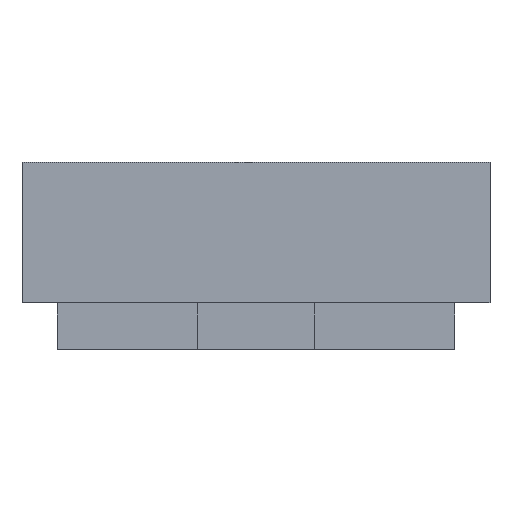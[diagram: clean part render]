
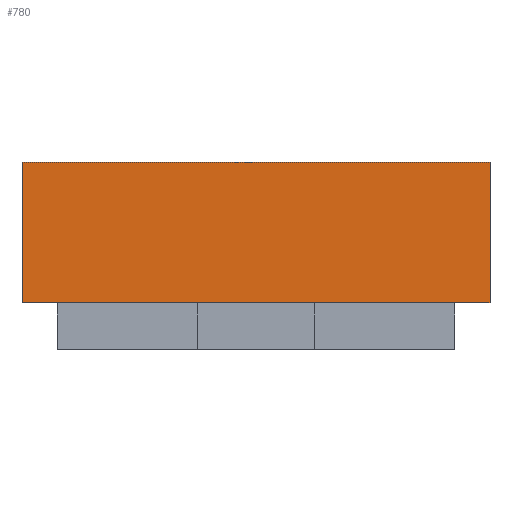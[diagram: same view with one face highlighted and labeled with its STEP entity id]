
A CAD part, front view. The second image highlights one B-rep face of the part: STEP entity #780.
In plain terms, the highlighted planar face has unit normal (0, -1, 0).
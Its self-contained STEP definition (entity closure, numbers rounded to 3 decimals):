
#16 = LINE ( 'NONE', #947, #167 ) ;
#42 = LINE ( 'NONE', #1012, #1078 ) ;
#56 = EDGE_CURVE ( 'NONE', #1197, #654, #16, .T. ) ;
#69 = FACE_OUTER_BOUND ( 'NONE', #157, .T. ) ;
#87 = CARTESIAN_POINT ( 'NONE',  ( -8.5, -15.65, 0. ) ) ;
#116 = DIRECTION ( 'NONE',  ( 1., 0., 0. ) ) ;
#122 = LINE ( 'NONE', #778, #996 ) ;
#127 = DIRECTION ( 'NONE',  ( 1., 0., 0. ) ) ;
#152 = CARTESIAN_POINT ( 'NONE',  ( -10., -15.65, 0. ) ) ;
#157 = EDGE_LOOP ( 'NONE', ( #893, #271, #713, #1022, #324, #1046 ) ) ;
#167 = VECTOR ( 'NONE', #958, 1000. ) ;
#175 = VECTOR ( 'NONE', #836, 1000. ) ;
#210 = CARTESIAN_POINT ( 'NONE',  ( 8.5, -15.65, 0. ) ) ;
#271 = ORIENTED_EDGE ( 'NONE', *, *, #820, .T. ) ;
#276 = CARTESIAN_POINT ( 'NONE',  ( 10., -15.65, 6. ) ) ;
#287 = DIRECTION ( 'NONE',  ( 0., 0., -1. ) ) ;
#324 = ORIENTED_EDGE ( 'NONE', *, *, #521, .F. ) ;
#336 = VERTEX_POINT ( 'NONE', #276 ) ;
#350 = PLANE ( 'NONE',  #981 ) ;
#405 = DIRECTION ( 'NONE',  ( 0., 0., -1. ) ) ;
#409 = LINE ( 'NONE', #788, #993 ) ;
#410 = LINE ( 'NONE', #868, #579 ) ;
#455 = VERTEX_POINT ( 'NONE', #210 ) ;
#464 = CARTESIAN_POINT ( 'NONE',  ( -10., -15.65, 6. ) ) ;
#521 = EDGE_CURVE ( 'NONE', #1180, #336, #409, .T. ) ;
#538 = EDGE_CURVE ( 'NONE', #1180, #1197, #42, .T. ) ;
#543 = CARTESIAN_POINT ( 'NONE',  ( -10., -15.65, 0. ) ) ;
#576 = CARTESIAN_POINT ( 'NONE',  ( 10., -15.65, 0. ) ) ;
#579 = VECTOR ( 'NONE', #405, 1000. ) ;
#620 = CARTESIAN_POINT ( 'NONE',  ( -10., -15.65, 6. ) ) ;
#645 = LINE ( 'NONE', #543, #175 ) ;
#654 = VERTEX_POINT ( 'NONE', #87 ) ;
#712 = EDGE_CURVE ( 'NONE', #455, #1041, #122, .T. ) ;
#713 = ORIENTED_EDGE ( 'NONE', *, *, #712, .T. ) ;
#717 = EDGE_CURVE ( 'NONE', #336, #1041, #410, .T. ) ;
#760 = DIRECTION ( 'NONE',  ( 0., 1., 0. ) ) ;
#778 = CARTESIAN_POINT ( 'NONE',  ( -10., -15.65, 0. ) ) ;
#780 = ADVANCED_FACE ( 'NONE', ( #69 ), #350, .F. ) ;
#788 = CARTESIAN_POINT ( 'NONE',  ( -10., -15.65, 6. ) ) ;
#820 = EDGE_CURVE ( 'NONE', #654, #455, #645, .T. ) ;
#836 = DIRECTION ( 'NONE',  ( 1., 0., 0. ) ) ;
#868 = CARTESIAN_POINT ( 'NONE',  ( 10., -15.65, 6. ) ) ;
#893 = ORIENTED_EDGE ( 'NONE', *, *, #56, .T. ) ;
#947 = CARTESIAN_POINT ( 'NONE',  ( -10., -15.65, 0. ) ) ;
#958 = DIRECTION ( 'NONE',  ( 1., 0., 0. ) ) ;
#981 = AXIS2_PLACEMENT_3D ( 'NONE', #464, #760, #1120 ) ;
#993 = VECTOR ( 'NONE', #127, 1000. ) ;
#996 = VECTOR ( 'NONE', #116, 1000. ) ;
#1012 = CARTESIAN_POINT ( 'NONE',  ( -10., -15.65, 6. ) ) ;
#1022 = ORIENTED_EDGE ( 'NONE', *, *, #717, .F. ) ;
#1041 = VERTEX_POINT ( 'NONE', #576 ) ;
#1046 = ORIENTED_EDGE ( 'NONE', *, *, #538, .T. ) ;
#1078 = VECTOR ( 'NONE', #287, 1000. ) ;
#1120 = DIRECTION ( 'NONE',  ( 0., 0., 1. ) ) ;
#1180 = VERTEX_POINT ( 'NONE', #620 ) ;
#1197 = VERTEX_POINT ( 'NONE', #152 ) ;
